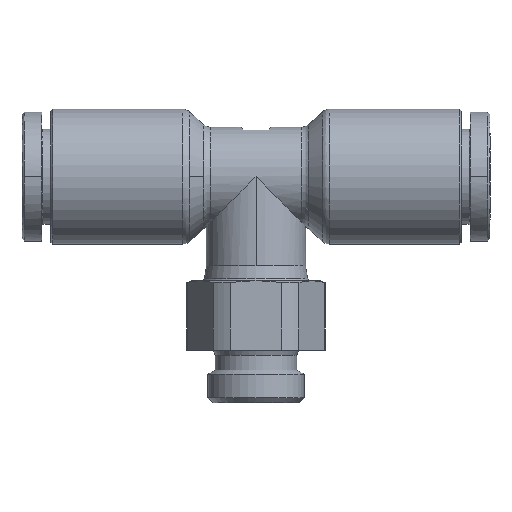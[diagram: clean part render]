
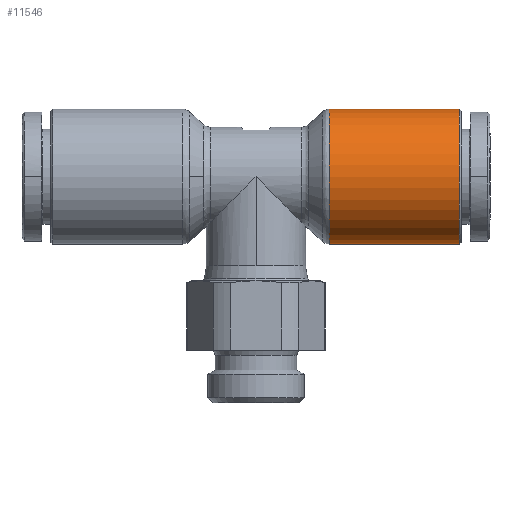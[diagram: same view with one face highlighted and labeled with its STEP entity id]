
A CAD part, front view. The second image highlights one B-rep face of the part: STEP entity #11546.
In plain terms, the highlighted cylindrical face has radius 6.8 mm (diameter 13.6 mm), a partial arc.
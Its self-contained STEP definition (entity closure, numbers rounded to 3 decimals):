
#1012 = CARTESIAN_POINT ( 'NONE',  ( 13., 0., -6.8 ) ) ;
#1275 = EDGE_CURVE ( 'NONE', #19736, #3551, #19241, .T. ) ;
#1967 = CARTESIAN_POINT ( 'NONE',  ( 13., 0., 6.8 ) ) ;
#1977 = CARTESIAN_POINT ( 'NONE',  ( 7.384, 0., -6.8 ) ) ;
#3551 = VERTEX_POINT ( 'NONE', #20286 ) ;
#3657 = LINE ( 'NONE', #1012, #4725 ) ;
#3851 = DIRECTION ( 'NONE',  ( 1., 0., 0. ) ) ;
#3949 = EDGE_CURVE ( 'NONE', #10730, #19736, #3657, .T. ) ;
#4220 = AXIS2_PLACEMENT_3D ( 'NONE', #15595, #8815, #17965 ) ;
#4725 = VECTOR ( 'NONE', #10101, 1000. ) ;
#4811 = AXIS2_PLACEMENT_3D ( 'NONE', #26838, #24539, #20198 ) ;
#5773 = EDGE_CURVE ( 'NONE', #17243, #10730, #6335, .T. ) ;
#6335 = CIRCLE ( 'NONE', #4811, 6.8 ) ;
#7865 = DIRECTION ( 'NONE',  ( 0., 0., -1. ) ) ;
#8364 = CYLINDRICAL_SURFACE ( 'NONE', #20844, 6.8 ) ;
#8498 = VECTOR ( 'NONE', #3851, 1000. ) ;
#8676 = EDGE_CURVE ( 'NONE', #17243, #3551, #23440, .T. ) ;
#8815 = DIRECTION ( 'NONE',  ( -1., 0., 0. ) ) ;
#10101 = DIRECTION ( 'NONE',  ( 1., 0., 0. ) ) ;
#10730 = VERTEX_POINT ( 'NONE', #1977 ) ;
#11301 = ORIENTED_EDGE ( 'NONE', *, *, #1275, .T. ) ;
#11546 = ADVANCED_FACE ( 'NONE', ( #26837 ), #8364, .T. ) ;
#12219 = ORIENTED_EDGE ( 'NONE', *, *, #5773, .T. ) ;
#15595 = CARTESIAN_POINT ( 'NONE',  ( 20.5, 0., 0. ) ) ;
#17243 = VERTEX_POINT ( 'NONE', #19735 ) ;
#17965 = DIRECTION ( 'NONE',  ( 0., 0., -1. ) ) ;
#19241 = CIRCLE ( 'NONE', #4220, 6.8 ) ;
#19311 = DIRECTION ( 'NONE',  ( 1., 0., 0. ) ) ;
#19735 = CARTESIAN_POINT ( 'NONE',  ( 7.384, 0., 6.8 ) ) ;
#19736 = VERTEX_POINT ( 'NONE', #25081 ) ;
#20198 = DIRECTION ( 'NONE',  ( 0., 0., -1. ) ) ;
#20286 = CARTESIAN_POINT ( 'NONE',  ( 20.5, 0., 6.8 ) ) ;
#20844 = AXIS2_PLACEMENT_3D ( 'NONE', #23076, #19311, #7865 ) ;
#23076 = CARTESIAN_POINT ( 'NONE',  ( 13., 0., 0. ) ) ;
#23440 = LINE ( 'NONE', #1967, #8498 ) ;
#24539 = DIRECTION ( 'NONE',  ( 1., 0., 0. ) ) ;
#24624 = ORIENTED_EDGE ( 'NONE', *, *, #8676, .F. ) ;
#25081 = CARTESIAN_POINT ( 'NONE',  ( 20.5, 0., -6.8 ) ) ;
#25212 = ORIENTED_EDGE ( 'NONE', *, *, #3949, .T. ) ;
#25332 = EDGE_LOOP ( 'NONE', ( #24624, #12219, #25212, #11301 ) ) ;
#26837 = FACE_OUTER_BOUND ( 'NONE', #25332, .T. ) ;
#26838 = CARTESIAN_POINT ( 'NONE',  ( 7.384, 0., 0. ) ) ;
